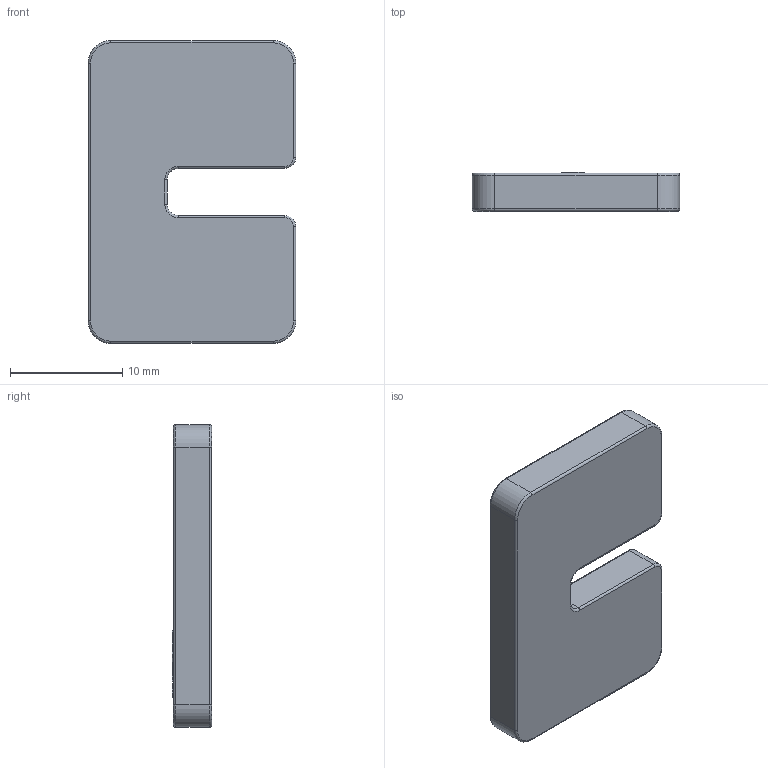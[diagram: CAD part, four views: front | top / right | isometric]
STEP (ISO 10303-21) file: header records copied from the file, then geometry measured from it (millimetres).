
FILE_DESCRIPTION(/* description */ (''),/* implementation_level */ '2;1');
FILE_NAME(/* name */ 'KA46.stp',/* time_stamp */ '2016-08-19T12:59:08-04:00',/* author */ ('CAD Station'),/* organization */ (''),/* preprocessor_version */ 'ST-DEVELOPER v16.1',/* originating_system */ 'Autodesk Inventor 2016',/* authorisation */ '');
FILE_SCHEMA (('AUTOMOTIVE_DESIGN { 1 0 10303 214 3 1 1 }'));
Length unit declared in the file: millimetre
Products named in the file (1): KA46
Bounding box: 18.5 x 3.5 x 27 mm (x, y, z)
Volume: 1521.4 mm3; surface area: 1250.8 mm2
Topology: 1 solids, 1 shells, 113 faces, 283 edges, 178 vertices
Faces by surface type: plane 54, cylinder 24, bspline 19, torus 16
Entity records: 3583 total; most frequent: CARTESIAN_POINT 822, ORIENTED_EDGE 566, DIRECTION 499, EDGE_CURVE 283, LINE 181, VECTOR 181, VERTEX_POINT 178, AXIS2_PLACEMENT_3D 159
